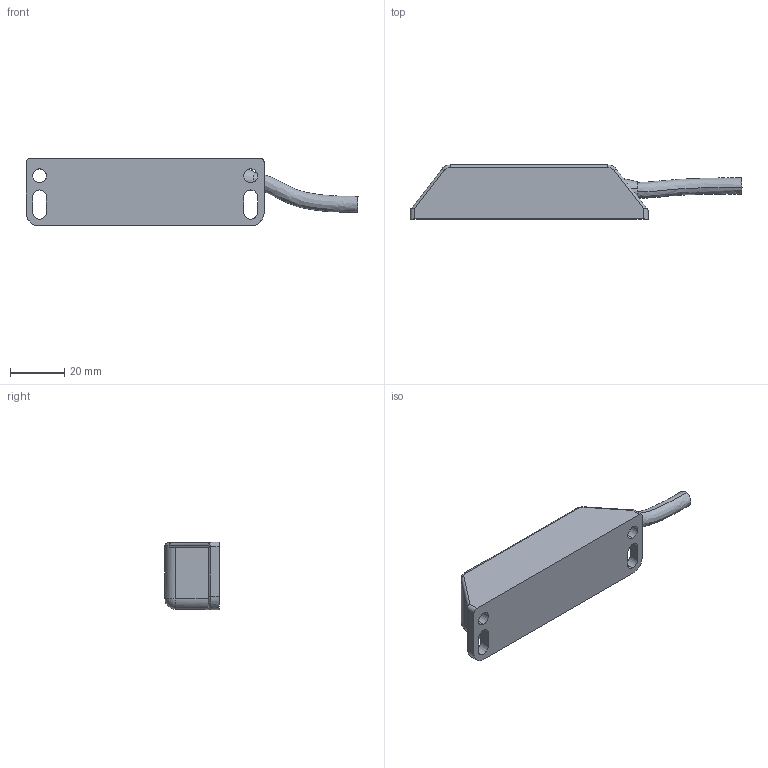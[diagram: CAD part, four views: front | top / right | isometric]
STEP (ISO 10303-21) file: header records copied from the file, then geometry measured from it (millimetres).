
FILE_DESCRIPTION (( 'STEP AP214' ), '1' );
FILE_NAME ('RSSG Orange ABS Switch with Cable.STEP', '2018-04-24T12:23:39', ( '' ), ( '' ), 'SwSTEP 2.0', 'SolidWorks 2013', '' );
FILE_SCHEMA (( 'AUTOMOTIVE_DESIGN' ));
Length unit declared in the file: millimetre
Products named in the file (5): 102.060 (3mm flat top Red Green); 103.018 (Grommet Short); cable 8 core; RSSG moulding switch; RSSG Orange ABS Switch with Cable
Assembly tree (4 placements, depth 2):
  RSSG Orange ABS Switch with Cable
    RSSG moulding switch
    cable 8 core
    103.018 (Grommet Short)
    102.060 (3mm flat top Red Green)
Bounding box: 122.68 x 20 x 25 mm (x, y, z)
Volume: 34643.4 mm3; surface area: 10474.8 mm2
Topology: 4 solids, 4 shells, 87 faces, 204 edges, 128 vertices
Faces by surface type: cylinder 32, plane 31, cone 14, torus 4, bspline 4, sphere 2
Entity records: 3011 total; most frequent: CARTESIAN_POINT 732, DIRECTION 434, ORIENTED_EDGE 404, EDGE_CURVE 202, AXIS2_PLACEMENT_3D 170, VERTEX_POINT 128, EDGE_LOOP 102, VECTOR 94
